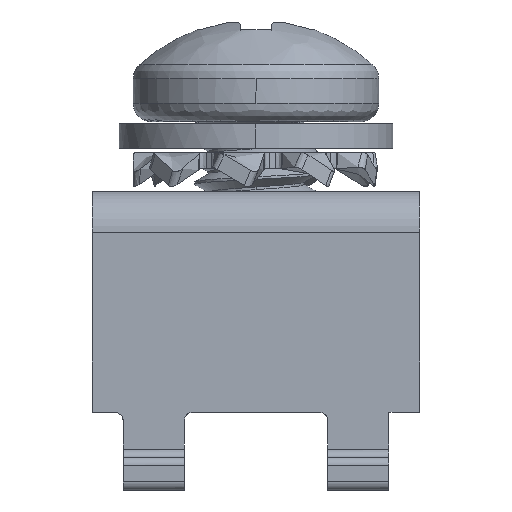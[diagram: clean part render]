
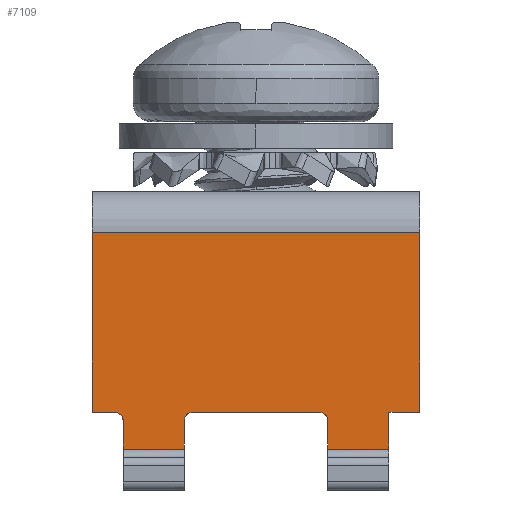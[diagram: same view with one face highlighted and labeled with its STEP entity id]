
A CAD part, left-side view. The second image highlights one B-rep face of the part: STEP entity #7109.
In plain terms, the highlighted free-form (B-spline) face has degree [1, 1] with [2, 2] control points.
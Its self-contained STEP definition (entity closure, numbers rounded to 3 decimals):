
#6642 = VERTEX_POINT('',#6643);
#6643 = CARTESIAN_POINT('',(-5.151,-5.151,
    8.125));
#6649 = EDGE_CURVE('',#6650,#6642,#6652,.T.);
#6650 = VERTEX_POINT('',#6651);
#6651 = CARTESIAN_POINT('',(-5.151,-5.151,
    2.46));
#6652 = B_SPLINE_CURVE_WITH_KNOTS('',1,(#6653,#6654),.UNSPECIFIED.,.F.,
  .F.,(2,2),(6.3,10.7),.PIECEWISE_BEZIER_KNOTS.);
#6653 = CARTESIAN_POINT('',(-5.151,-5.151,
    2.46));
#6654 = CARTESIAN_POINT('',(-5.151,-5.151,
    8.125));
#6716 = VERTEX_POINT('',#6717);
#6717 = CARTESIAN_POINT('',(-5.151,5.151,
    2.46));
#6722 = EDGE_CURVE('',#6716,#6723,#6725,.T.);
#6723 = VERTEX_POINT('',#6724);
#6724 = CARTESIAN_POINT('',(-5.151,5.151,
    8.125));
#6725 = B_SPLINE_CURVE_WITH_KNOTS('',1,(#6726,#6727),.UNSPECIFIED.,.F.,
  .F.,(2,2),(6.3,10.7),.PIECEWISE_BEZIER_KNOTS.);
#6726 = CARTESIAN_POINT('',(-5.151,5.151,
    2.46));
#6727 = CARTESIAN_POINT('',(-5.151,5.151,
    8.125));
#6883 = VERTEX_POINT('',#6884);
#6884 = CARTESIAN_POINT('',(-5.151,2.253,
    1.301));
#6890 = EDGE_CURVE('',#6883,#6891,#6893,.T.);
#6891 = VERTEX_POINT('',#6892);
#6892 = CARTESIAN_POINT('',(-5.151,4.185,
    1.301));
#6893 = B_SPLINE_CURVE_WITH_KNOTS('',1,(#6894,#6895),.UNSPECIFIED.,.F.,
  .F.,(2,2),(5.75,7.25),.PIECEWISE_BEZIER_KNOTS.);
#6894 = CARTESIAN_POINT('',(-5.151,2.253,
    1.301));
#6895 = CARTESIAN_POINT('',(-5.151,4.185,
    1.301));
#7109 = ADVANCED_FACE('',(#7110),#7203,.T.);
#7110 = FACE_BOUND('',#7111,.T.);
#7111 = EDGE_LOOP('',(#7112,#7119,#7120,#7127,#7135,#7142,#7149,#7157,
    #7164,#7171,#7178,#7183,#7184,#7189,#7190,#7197));
#7112 = ORIENTED_EDGE('',*,*,#7113,.T.);
#7113 = EDGE_CURVE('',#7114,#6891,#7116,.T.);
#7114 = VERTEX_POINT('',#7115);
#7115 = CARTESIAN_POINT('',(-5.151,4.185,
    2.202));
#7116 = B_SPLINE_CURVE_WITH_KNOTS('',1,(#7117,#7118),.UNSPECIFIED.,.F.,
  .F.,(2,2),(-6.1,-5.4),.PIECEWISE_BEZIER_KNOTS.);
#7117 = CARTESIAN_POINT('',(-5.151,4.185,
    2.202));
#7118 = CARTESIAN_POINT('',(-5.151,4.185,
    1.301));
#7119 = ORIENTED_EDGE('',*,*,#6890,.F.);
#7120 = ORIENTED_EDGE('',*,*,#7121,.T.);
#7121 = EDGE_CURVE('',#6883,#7122,#7124,.T.);
#7122 = VERTEX_POINT('',#7123);
#7123 = CARTESIAN_POINT('',(-5.151,2.253,
    2.202));
#7124 = B_SPLINE_CURVE_WITH_KNOTS('',1,(#7125,#7126),.UNSPECIFIED.,.F.,
  .F.,(2,2),(5.4,6.1),.PIECEWISE_BEZIER_KNOTS.);
#7125 = CARTESIAN_POINT('',(-5.151,2.253,
    1.301));
#7126 = CARTESIAN_POINT('',(-5.151,2.253,
    2.202));
#7127 = ORIENTED_EDGE('',*,*,#7128,.T.);
#7128 = EDGE_CURVE('',#7122,#7129,#7131,.T.);
#7129 = VERTEX_POINT('',#7130);
#7130 = CARTESIAN_POINT('',(-5.151,1.996,
    2.46));
#7131 = ( BOUNDED_CURVE() B_SPLINE_CURVE(2,(#7132,#7133,#7134),
.UNSPECIFIED.,.F.,.F.) B_SPLINE_CURVE_WITH_KNOTS((3,3),(-0.314,
0.),.PIECEWISE_BEZIER_KNOTS.) CURVE() GEOMETRIC_REPRESENTATION_ITEM() 
RATIONAL_B_SPLINE_CURVE((1.,0.707,1.)) REPRESENTATION_ITEM('') 
  );
#7132 = CARTESIAN_POINT('',(-5.151,2.253,
    2.202));
#7133 = CARTESIAN_POINT('',(-5.151,2.253,
    2.46));
#7134 = CARTESIAN_POINT('',(-5.151,1.996,
    2.46));
#7135 = ORIENTED_EDGE('',*,*,#7136,.T.);
#7136 = EDGE_CURVE('',#7129,#7137,#7139,.T.);
#7137 = VERTEX_POINT('',#7138);
#7138 = CARTESIAN_POINT('',(-5.151,0.,2.46));
#7139 = B_SPLINE_CURVE_WITH_KNOTS('',1,(#7140,#7141),.UNSPECIFIED.,.F.,
  .F.,(2,2),(-5.55,-4.),.PIECEWISE_BEZIER_KNOTS.);
#7140 = CARTESIAN_POINT('',(-5.151,1.996,
    2.46));
#7141 = CARTESIAN_POINT('',(-5.151,0.,2.46));
#7142 = ORIENTED_EDGE('',*,*,#7143,.T.);
#7143 = EDGE_CURVE('',#7137,#7144,#7146,.T.);
#7144 = VERTEX_POINT('',#7145);
#7145 = CARTESIAN_POINT('',(-5.151,-1.996,
    2.46));
#7146 = B_SPLINE_CURVE_WITH_KNOTS('',1,(#7147,#7148),.UNSPECIFIED.,.F.,
  .F.,(2,2),(-4.,-2.45),.PIECEWISE_BEZIER_KNOTS.);
#7147 = CARTESIAN_POINT('',(-5.151,0.,2.46));
#7148 = CARTESIAN_POINT('',(-5.151,-1.996,
    2.46));
#7149 = ORIENTED_EDGE('',*,*,#7150,.T.);
#7150 = EDGE_CURVE('',#7144,#7151,#7153,.T.);
#7151 = VERTEX_POINT('',#7152);
#7152 = CARTESIAN_POINT('',(-5.151,-2.253,
    2.202));
#7153 = ( BOUNDED_CURVE() B_SPLINE_CURVE(2,(#7154,#7155,#7156),
.UNSPECIFIED.,.F.,.F.) B_SPLINE_CURVE_WITH_KNOTS((3,3),(-0.314,
0.),.PIECEWISE_BEZIER_KNOTS.) CURVE() GEOMETRIC_REPRESENTATION_ITEM() 
RATIONAL_B_SPLINE_CURVE((1.,0.707,1.)) REPRESENTATION_ITEM('') 
  );
#7154 = CARTESIAN_POINT('',(-5.151,-1.996,
    2.46));
#7155 = CARTESIAN_POINT('',(-5.151,-2.253,
    2.46));
#7156 = CARTESIAN_POINT('',(-5.151,-2.253,
    2.202));
#7157 = ORIENTED_EDGE('',*,*,#7158,.T.);
#7158 = EDGE_CURVE('',#7151,#7159,#7161,.T.);
#7159 = VERTEX_POINT('',#7160);
#7160 = CARTESIAN_POINT('',(-5.151,-2.253,
    1.301));
#7161 = B_SPLINE_CURVE_WITH_KNOTS('',1,(#7162,#7163),.UNSPECIFIED.,.F.,
  .F.,(2,2),(-6.1,-5.4),.PIECEWISE_BEZIER_KNOTS.);
#7162 = CARTESIAN_POINT('',(-5.151,-2.253,
    2.202));
#7163 = CARTESIAN_POINT('',(-5.151,-2.253,
    1.301));
#7164 = ORIENTED_EDGE('',*,*,#7165,.F.);
#7165 = EDGE_CURVE('',#7166,#7159,#7168,.T.);
#7166 = VERTEX_POINT('',#7167);
#7167 = CARTESIAN_POINT('',(-5.151,-4.185,
    1.301));
#7168 = B_SPLINE_CURVE_WITH_KNOTS('',1,(#7169,#7170),.UNSPECIFIED.,.F.,
  .F.,(2,2),(0.75,2.25),.PIECEWISE_BEZIER_KNOTS.);
#7169 = CARTESIAN_POINT('',(-5.151,-4.185,
    1.301));
#7170 = CARTESIAN_POINT('',(-5.151,-2.253,
    1.301));
#7171 = ORIENTED_EDGE('',*,*,#7172,.T.);
#7172 = EDGE_CURVE('',#7166,#7173,#7175,.T.);
#7173 = VERTEX_POINT('',#7174);
#7174 = CARTESIAN_POINT('',(-5.151,-4.185,
    2.46));
#7175 = B_SPLINE_CURVE_WITH_KNOTS('',1,(#7176,#7177),.UNSPECIFIED.,.F.,
  .F.,(2,2),(5.4,6.3),.PIECEWISE_BEZIER_KNOTS.);
#7176 = CARTESIAN_POINT('',(-5.151,-4.185,
    1.301));
#7177 = CARTESIAN_POINT('',(-5.151,-4.185,
    2.46));
#7178 = ORIENTED_EDGE('',*,*,#7179,.T.);
#7179 = EDGE_CURVE('',#7173,#6650,#7180,.T.);
#7180 = B_SPLINE_CURVE_WITH_KNOTS('',1,(#7181,#7182),.UNSPECIFIED.,.F.,
  .F.,(2,2),(-0.75,0.),.PIECEWISE_BEZIER_KNOTS.);
#7181 = CARTESIAN_POINT('',(-5.151,-4.185,
    2.46));
#7182 = CARTESIAN_POINT('',(-5.151,-5.151,
    2.46));
#7183 = ORIENTED_EDGE('',*,*,#6649,.T.);
#7184 = ORIENTED_EDGE('',*,*,#7185,.F.);
#7185 = EDGE_CURVE('',#6723,#6642,#7186,.T.);
#7186 = B_SPLINE_CURVE_WITH_KNOTS('',1,(#7187,#7188),.UNSPECIFIED.,.F.,
  .F.,(2,2),(0.,8.),.PIECEWISE_BEZIER_KNOTS.);
#7187 = CARTESIAN_POINT('',(-5.151,5.151,
    8.125));
#7188 = CARTESIAN_POINT('',(-5.151,-5.151,
    8.125));
#7189 = ORIENTED_EDGE('',*,*,#6722,.F.);
#7190 = ORIENTED_EDGE('',*,*,#7191,.T.);
#7191 = EDGE_CURVE('',#6716,#7192,#7194,.T.);
#7192 = VERTEX_POINT('',#7193);
#7193 = CARTESIAN_POINT('',(-5.151,4.443,
    2.46));
#7194 = B_SPLINE_CURVE_WITH_KNOTS('',1,(#7195,#7196),.UNSPECIFIED.,.F.,
  .F.,(2,2),(-8.,-7.45),.PIECEWISE_BEZIER_KNOTS.);
#7195 = CARTESIAN_POINT('',(-5.151,5.151,
    2.46));
#7196 = CARTESIAN_POINT('',(-5.151,4.443,
    2.46));
#7197 = ORIENTED_EDGE('',*,*,#7198,.T.);
#7198 = EDGE_CURVE('',#7192,#7114,#7199,.T.);
#7199 = ( BOUNDED_CURVE() B_SPLINE_CURVE(2,(#7200,#7201,#7202),
.UNSPECIFIED.,.F.,.F.) B_SPLINE_CURVE_WITH_KNOTS((3,3),(-0.314,
0.),.PIECEWISE_BEZIER_KNOTS.) CURVE() GEOMETRIC_REPRESENTATION_ITEM() 
RATIONAL_B_SPLINE_CURVE((1.,0.707,1.)) REPRESENTATION_ITEM('') 
  );
#7200 = CARTESIAN_POINT('',(-5.151,4.443,
    2.46));
#7201 = CARTESIAN_POINT('',(-5.151,4.185,
    2.46));
#7202 = CARTESIAN_POINT('',(-5.151,4.185,
    2.202));
#7203 = B_SPLINE_SURFACE_WITH_KNOTS('',1,1,(
    (#7204,#7205)
    ,(#7206,#7207
    )),.UNSPECIFIED.,.F.,.F.,.F.,(2,2),(2,2),(-5.5,-0.2),(-8.,0.),
  .PIECEWISE_BEZIER_KNOTS.);
#7204 = CARTESIAN_POINT('',(-5.151,5.151,
    8.125));
#7205 = CARTESIAN_POINT('',(-5.151,-5.151,
    8.125));
#7206 = CARTESIAN_POINT('',(-5.151,5.151,
    1.301));
#7207 = CARTESIAN_POINT('',(-5.151,-5.151,
    1.301));
